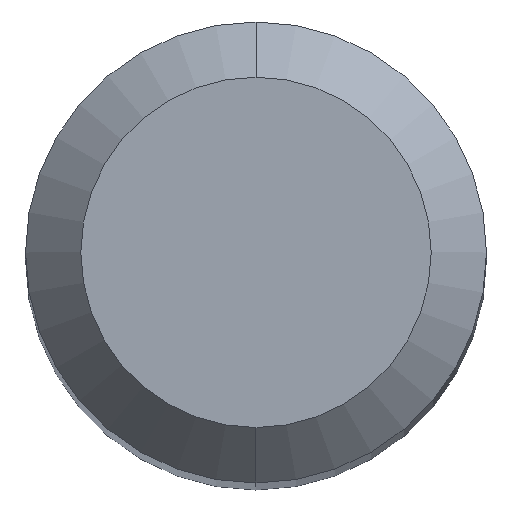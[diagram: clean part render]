
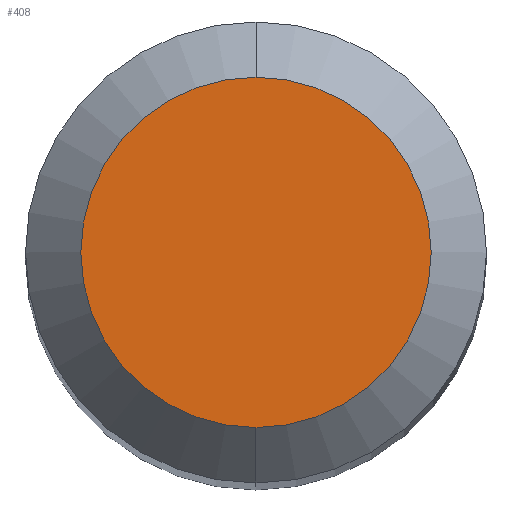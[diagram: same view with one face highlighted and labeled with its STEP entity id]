
A CAD part, top view. The second image highlights one B-rep face of the part: STEP entity #408.
In plain terms, the highlighted planar face has unit normal (0, 0, 1).
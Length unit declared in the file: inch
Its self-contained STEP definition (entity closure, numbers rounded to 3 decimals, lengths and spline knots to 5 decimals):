
#7 = AXIS2_PLACEMENT_3D ( 'NONE', #458, #222, #140 ) ;
#8 = CIRCLE ( 'NONE', #7, 0.0475 ) ;
#32 = CARTESIAN_POINT ( 'NONE',  ( 0., 0.0475, 0. ) ) ;
#36 = DIRECTION ( 'NONE',  ( 0., 1., 0. ) ) ;
#38 = ORIENTED_EDGE ( 'NONE', *, *, #208, .T. ) ;
#47 = ORIENTED_EDGE ( 'NONE', *, *, #205, .T. ) ;
#69 = FACE_OUTER_BOUND ( 'NONE', #257, .T. ) ;
#90 = DIRECTION ( 'NONE',  ( 0., 0., 1. ) ) ;
#105 = CARTESIAN_POINT ( 'NONE',  ( 0., 0.0475, 0. ) ) ;
#121 = AXIS2_PLACEMENT_3D ( 'NONE', #385, #90, #308 ) ;
#140 = DIRECTION ( 'NONE',  ( 0., -1., 0. ) ) ;
#191 = PLANE ( 'NONE',  #384 ) ;
#205 = EDGE_CURVE ( 'NONE', #418, #331, #8, .T. ) ;
#208 = EDGE_CURVE ( 'NONE', #331, #418, #355, .T. ) ;
#222 = DIRECTION ( 'NONE',  ( 0., 0., 1. ) ) ;
#257 = EDGE_LOOP ( 'NONE', ( #38, #47 ) ) ;
#308 = DIRECTION ( 'NONE',  ( 0., -1., 0. ) ) ;
#331 = VERTEX_POINT ( 'NONE', #105 ) ;
#355 = CIRCLE ( 'NONE', #121, 0.0475 ) ;
#384 = AXIS2_PLACEMENT_3D ( 'NONE', #32, #431, #36 ) ;
#385 = CARTESIAN_POINT ( 'NONE',  ( 0., 0., 0. ) ) ;
#404 = CARTESIAN_POINT ( 'NONE',  ( 0., -0.0475, 0. ) ) ;
#408 = ADVANCED_FACE ( 'NONE', ( #69 ), #191, .F. ) ;
#418 = VERTEX_POINT ( 'NONE', #404 ) ;
#431 = DIRECTION ( 'NONE',  ( 0., 0., -1. ) ) ;
#458 = CARTESIAN_POINT ( 'NONE',  ( 0., 0., 0. ) ) ;
